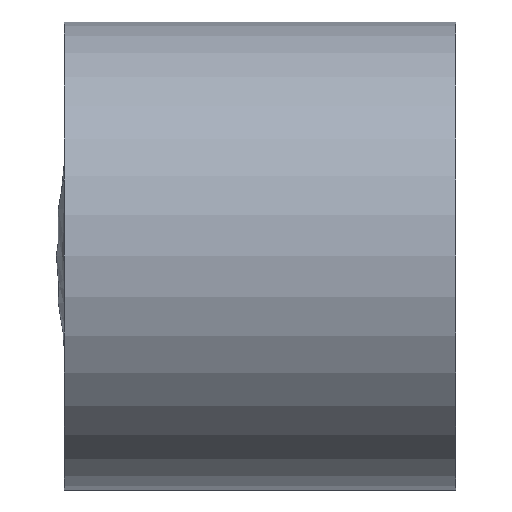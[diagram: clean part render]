
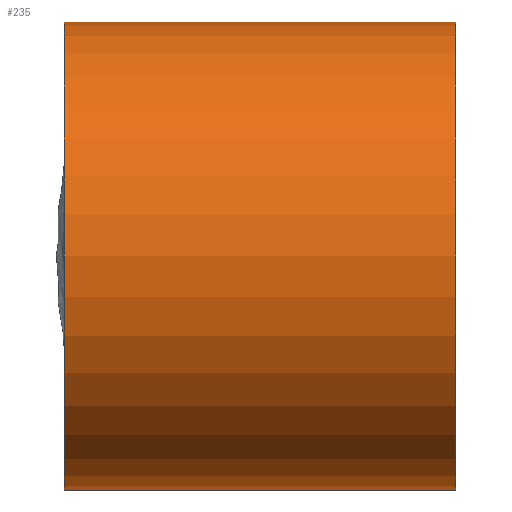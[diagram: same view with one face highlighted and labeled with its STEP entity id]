
A CAD part, front view. The second image highlights one B-rep face of the part: STEP entity #235.
In plain terms, the highlighted cylindrical face has radius 18.39 mm (diameter 36.779 mm), a partial arc.
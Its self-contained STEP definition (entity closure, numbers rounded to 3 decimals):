
#198 = VERTEX_POINT('',#199);
#199 = CARTESIAN_POINT('',(15.367,0.,18.39));
#200 = VERTEX_POINT('',#201);
#201 = CARTESIAN_POINT('',(15.367,0.,-18.39));
#208 = EDGE_CURVE('',#200,#209,#211,.T.);
#209 = VERTEX_POINT('',#210);
#210 = CARTESIAN_POINT('',(-15.367,0.,-18.39));
#211 = LINE('',#212,#213);
#212 = CARTESIAN_POINT('',(0.,0.,-18.39));
#213 = VECTOR('',#214,1.);
#214 = DIRECTION('',(-1.,-0.,-0.));
#217 = VERTEX_POINT('',#218);
#218 = CARTESIAN_POINT('',(-15.367,0.,18.39));
#225 = EDGE_CURVE('',#198,#217,#226,.T.);
#226 = LINE('',#227,#228);
#227 = CARTESIAN_POINT('',(0.,0.,18.39));
#228 = VECTOR('',#229,1.);
#229 = DIRECTION('',(-1.,-0.,-0.));
#235 = ADVANCED_FACE('',(#236),#254,.T.);
#236 = FACE_BOUND('',#237,.T.);
#237 = EDGE_LOOP('',(#238,#239,#246,#247));
#238 = ORIENTED_EDGE('',*,*,#208,.F.);
#239 = ORIENTED_EDGE('',*,*,#240,.T.);
#240 = EDGE_CURVE('',#200,#198,#241,.T.);
#241 = CIRCLE('',#242,18.39);
#242 = AXIS2_PLACEMENT_3D('',#243,#244,#245);
#243 = CARTESIAN_POINT('',(15.367,0.,0.));
#244 = DIRECTION('',(-1.,0.,-0.));
#245 = DIRECTION('',(-0.,0.,1.));
#246 = ORIENTED_EDGE('',*,*,#225,.T.);
#247 = ORIENTED_EDGE('',*,*,#248,.F.);
#248 = EDGE_CURVE('',#209,#217,#249,.T.);
#249 = CIRCLE('',#250,18.39);
#250 = AXIS2_PLACEMENT_3D('',#251,#252,#253);
#251 = CARTESIAN_POINT('',(-15.367,0.,0.));
#252 = DIRECTION('',(-1.,0.,-0.));
#253 = DIRECTION('',(-0.,0.,1.));
#254 = CYLINDRICAL_SURFACE('',#255,18.39);
#255 = AXIS2_PLACEMENT_3D('',#256,#257,#258);
#256 = CARTESIAN_POINT('',(0.,0.,0.));
#257 = DIRECTION('',(-1.,-0.,-0.));
#258 = DIRECTION('',(-0.,0.,1.));
